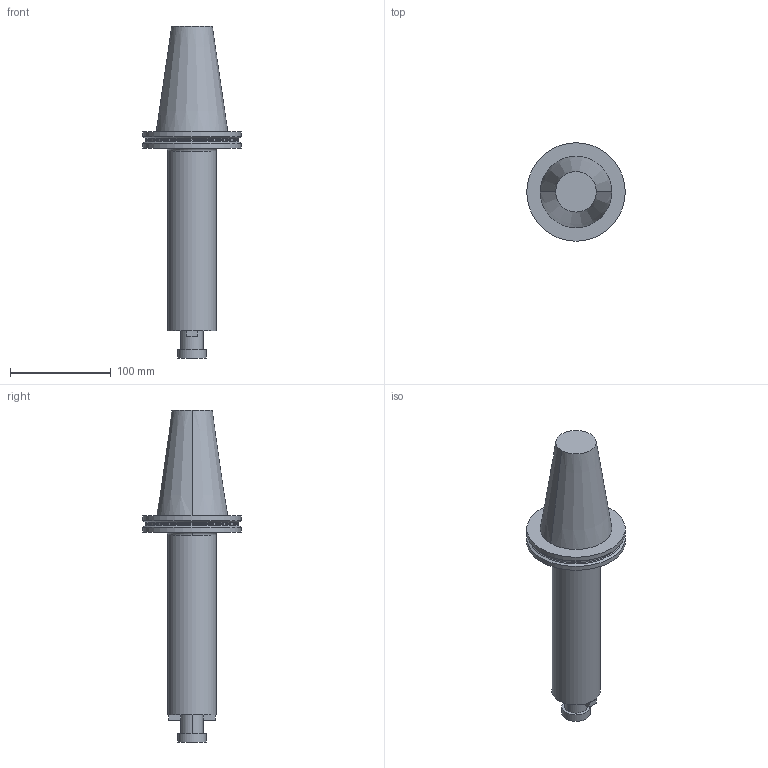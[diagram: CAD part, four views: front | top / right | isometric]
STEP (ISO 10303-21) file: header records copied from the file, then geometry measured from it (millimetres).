
FILE_DESCRIPTION(/* description */ (''),/* implementation_level */ '2;1');
FILE_NAME(/* name */ '69871.50ADB-FMH1.22.200.stp',/* time_stamp */ '2024-08-04T14:02:04+02:00',/* author */ (''),/* organization */ (''),/* preprocessor_version */ 'ST-DEVELOPER v16.7',/* originating_system */ 'SIEMENS PLM Software NX 12.0',/* authorisation */ '');
FILE_SCHEMA (('AUTOMOTIVE_DESIGN { 1 0 10303 214 3 1 1 1 }'));
Length unit declared in the file: millimetre
Products named in the file (1): pf662DBC816Comyu
Bounding box: 97.5 x 97.5 x 328.75 mm (x, y, z)
Volume: 715605.3 mm3; surface area: 66615.3 mm2
Topology: 1 solids, 1 shells, 31 faces, 65 edges, 42 vertices
Faces by surface type: plane 16, cylinder 7, torus 4, cone 4
Full cylindrical faces by diameter (mm): 28 x1, 48 x1, 91.25 x1, 97.5 x2
Entity records: 846 total; most frequent: DIRECTION 151, CARTESIAN_POINT 132, ORIENTED_EDGE 112, AXIS2_PLACEMENT_3D 60, EDGE_CURVE 56, EDGE_LOOP 45, VERTEX_POINT 41, ADVANCED_FACE 31
